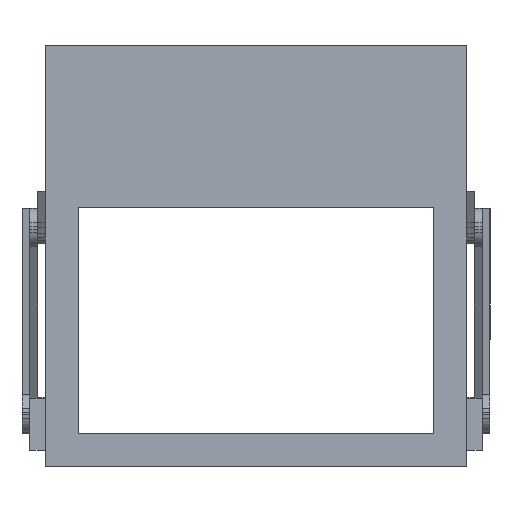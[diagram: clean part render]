
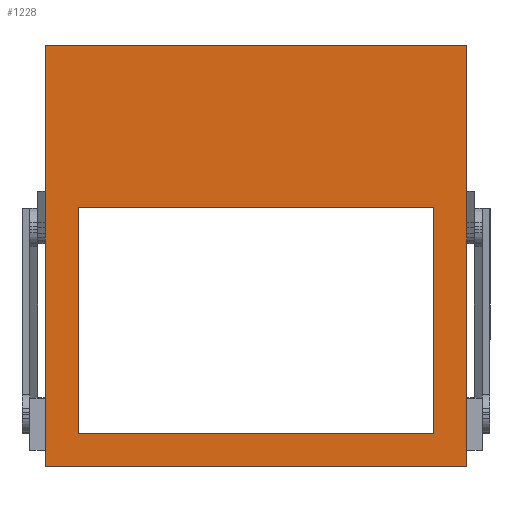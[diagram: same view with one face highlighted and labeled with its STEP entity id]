
A CAD part, left-side view. The second image highlights one B-rep face of the part: STEP entity #1228.
In plain terms, the highlighted planar face has unit normal (-1, 0, 0).
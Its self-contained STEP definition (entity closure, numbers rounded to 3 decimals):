
#197=CARTESIAN_POINT('Line Origine',(0.,81.35,81.35)) ;
#201=CARTESIAN_POINT('Vertex',(0.,81.35,56.35)) ;
#203=CARTESIAN_POINT('Vertex',(0.,81.35,106.35)) ;
#294=CARTESIAN_POINT('Vertex',(0.,81.35,-56.35)) ;
#297=CARTESIAN_POINT('Line Origine',(0.,81.35,0.)) ;
#1157=CARTESIAN_POINT('Axis2P3D Location',(0.,0.,0.)) ;
#1162=CARTESIAN_POINT('Line Origine',(0.,0.,-56.35)) ;
#1166=CARTESIAN_POINT('Vertex',(0.,-81.35,-56.35)) ;
#1169=CARTESIAN_POINT('Line Origine',(0.,-81.35,0.)) ;
#1173=CARTESIAN_POINT('Vertex',(0.,-81.35,56.35)) ;
#1177=CARTESIAN_POINT('Control Point',(0.,-81.35,56.35)) ;
#1178=CARTESIAN_POINT('Control Point',(0.,-81.35,106.35)) ;
#1179=CARTESIAN_POINT('Vertex',(0.,-81.35,106.35)) ;
#1183=CARTESIAN_POINT('Control Point',(0.,-81.35,106.35)) ;
#1184=CARTESIAN_POINT('Control Point',(0.,81.35,106.35)) ;
#1194=CARTESIAN_POINT('Line Origine',(0.,0.,-43.65)) ;
#1198=CARTESIAN_POINT('Vertex',(0.,-68.65,-43.65)) ;
#1200=CARTESIAN_POINT('Vertex',(0.,68.65,-43.65)) ;
#1203=CARTESIAN_POINT('Line Origine',(0.,68.65,0.)) ;
#1207=CARTESIAN_POINT('Vertex',(0.,68.65,43.65)) ;
#1210=CARTESIAN_POINT('Line Origine',(0.,0.,43.65)) ;
#1214=CARTESIAN_POINT('Vertex',(0.,-68.65,43.65)) ;
#1217=CARTESIAN_POINT('Line Origine',(0.,-68.65,0.)) ;
#198=DIRECTION('Vector Direction',(0.,0.,-1.)) ;
#298=DIRECTION('Vector Direction',(0.,0.,-1.)) ;
#1158=DIRECTION('Axis2P3D Direction',(1.,0.,0.)) ;
#1159=DIRECTION('Axis2P3D XDirection',(0.,1.,0.)) ;
#1163=DIRECTION('Vector Direction',(0.,-1.,0.)) ;
#1170=DIRECTION('Vector Direction',(0.,0.,1.)) ;
#1195=DIRECTION('Vector Direction',(0.,-1.,0.)) ;
#1204=DIRECTION('Vector Direction',(0.,0.,-1.)) ;
#1211=DIRECTION('Vector Direction',(0.,1.,0.)) ;
#1218=DIRECTION('Vector Direction',(0.,0.,1.)) ;
#1160=AXIS2_PLACEMENT_3D('Plane Axis2P3D',#1157,#1158,#1159) ;
#1187=ORIENTED_EDGE('',*,*,#301,.F.) ;
#1188=ORIENTED_EDGE('',*,*,#1168,.F.) ;
#1189=ORIENTED_EDGE('',*,*,#1175,.F.) ;
#1190=ORIENTED_EDGE('',*,*,#1181,.F.) ;
#1191=ORIENTED_EDGE('',*,*,#1185,.F.) ;
#1192=ORIENTED_EDGE('',*,*,#205,.F.) ;
#1223=ORIENTED_EDGE('',*,*,#1202,.T.) ;
#1224=ORIENTED_EDGE('',*,*,#1209,.T.) ;
#1225=ORIENTED_EDGE('',*,*,#1216,.T.) ;
#1226=ORIENTED_EDGE('',*,*,#1221,.T.) ;
#1227=FACE_BOUND('',#1222,.T.) ;
#199=VECTOR('Line Direction',#198,1.) ;
#299=VECTOR('Line Direction',#298,1.) ;
#1164=VECTOR('Line Direction',#1163,1.) ;
#1171=VECTOR('Line Direction',#1170,1.) ;
#1196=VECTOR('Line Direction',#1195,1.) ;
#1205=VECTOR('Line Direction',#1204,1.) ;
#1212=VECTOR('Line Direction',#1211,1.) ;
#1219=VECTOR('Line Direction',#1218,1.) ;
#1228=ADVANCED_FACE('PartBody',(#1193,#1227),#1161,.F.) ;
#1176=B_SPLINE_CURVE_WITH_KNOTS('',1,(#1177,#1178),.UNSPECIFIED.,.F.,.U.,(2,2),(0.,50.),.UNSPECIFIED.) ;
#1182=B_SPLINE_CURVE_WITH_KNOTS('',1,(#1183,#1184),.UNSPECIFIED.,.F.,.U.,(2,2),(0.,162.7),.UNSPECIFIED.) ;
#205=EDGE_CURVE('',#202,#204,#200,.F.) ;
#301=EDGE_CURVE('',#295,#202,#300,.F.) ;
#1168=EDGE_CURVE('',#1167,#295,#1165,.F.) ;
#1175=EDGE_CURVE('',#1174,#1167,#1172,.F.) ;
#1181=EDGE_CURVE('',#1180,#1174,#1176,.F.) ;
#1185=EDGE_CURVE('',#204,#1180,#1182,.F.) ;
#1202=EDGE_CURVE('',#1199,#1201,#1197,.F.) ;
#1209=EDGE_CURVE('',#1201,#1208,#1206,.F.) ;
#1216=EDGE_CURVE('',#1208,#1215,#1213,.F.) ;
#1221=EDGE_CURVE('',#1215,#1199,#1220,.F.) ;
#1186=EDGE_LOOP('',(#1187,#1188,#1189,#1190,#1191,#1192)) ;
#1222=EDGE_LOOP('',(#1223,#1224,#1225,#1226)) ;
#1193=FACE_OUTER_BOUND('',#1186,.T.) ;
#200=LINE('Line',#197,#199) ;
#300=LINE('Line',#297,#299) ;
#1165=LINE('Line',#1162,#1164) ;
#1172=LINE('Line',#1169,#1171) ;
#1197=LINE('Line',#1194,#1196) ;
#1206=LINE('Line',#1203,#1205) ;
#1213=LINE('Line',#1210,#1212) ;
#1220=LINE('Line',#1217,#1219) ;
#1161=PLANE('Plane',#1160) ;
#202=VERTEX_POINT('',#201) ;
#204=VERTEX_POINT('',#203) ;
#295=VERTEX_POINT('',#294) ;
#1167=VERTEX_POINT('',#1166) ;
#1174=VERTEX_POINT('',#1173) ;
#1180=VERTEX_POINT('',#1179) ;
#1199=VERTEX_POINT('',#1198) ;
#1201=VERTEX_POINT('',#1200) ;
#1208=VERTEX_POINT('',#1207) ;
#1215=VERTEX_POINT('',#1214) ;
